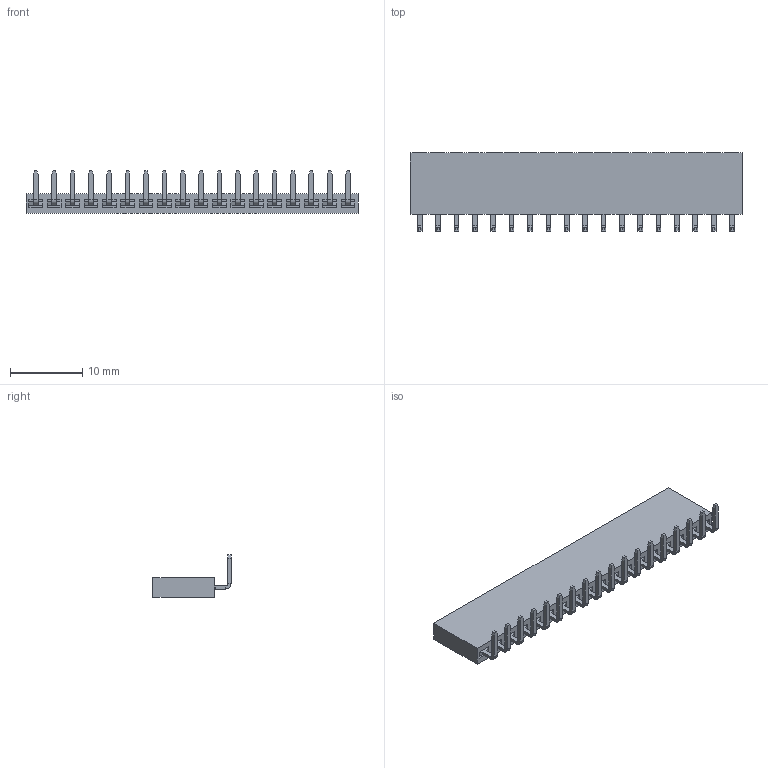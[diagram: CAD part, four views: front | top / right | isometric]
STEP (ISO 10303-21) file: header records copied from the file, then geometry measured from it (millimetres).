
FILE_DESCRIPTION (( 'STEP AP203' ), '1' );
FILE_NAME ('ﾑﾍﾏ346-18ﾐﾏ31-1(-ﾂ).STEP', '2018-10-25T13:08:33', ( '' ), ( '' ), 'SwSTEP 2.0', 'SolidWorks 2015', '' );
FILE_SCHEMA (( 'CONFIG_CONTROL_DESIGN' ));
Length unit declared in the file: millimetre
Products named in the file (1): ﾑﾍﾏ346-18ﾐﾏ31-1(-ﾂ)
Bounding box: 45.9 x 10.8 x 5.89 mm (x, y, z)
Volume: 1048.3 mm3; surface area: 1496.3 mm2
Topology: 1 solids, 1 shells, 582 faces, 1416 edges, 872 vertices
Faces by surface type: plane 546, cylinder 36
Entity records: 16541 total; most frequent: CARTESIAN_POINT 2871, ORIENTED_EDGE 2832, DIRECTION 2654, EDGE_CURVE 1416, VECTOR 1344, LINE 1344, VERTEX_POINT 872, AXIS2_PLACEMENT_3D 655
